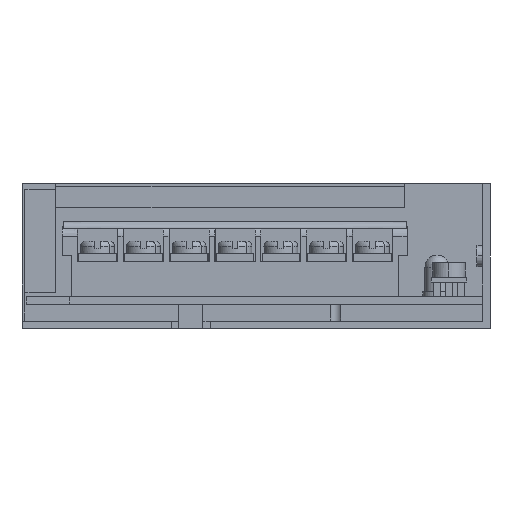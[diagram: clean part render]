
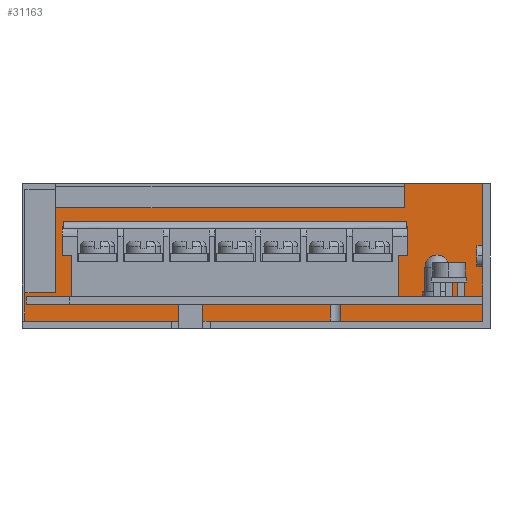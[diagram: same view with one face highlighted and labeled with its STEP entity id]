
A CAD part, front view. The second image highlights one B-rep face of the part: STEP entity #31163.
In plain terms, the highlighted planar face has unit normal (0, -1, 0).
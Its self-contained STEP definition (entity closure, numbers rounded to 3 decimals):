
#31079=AXIS2_PLACEMENT_3D('Plane Axis2P3D',#31076,#31077,#31078) ;
#1788=CARTESIAN_POINT('Vertex',(79.3,24.685,30.)) ;
#1791=CARTESIAN_POINT('Line Origine',(87.4,24.685,30.)) ;
#1795=CARTESIAN_POINT('Vertex',(95.5,24.685,30.)) ;
#31058=CARTESIAN_POINT('Vertex',(79.3,24.685,29.4)) ;
#31061=CARTESIAN_POINT('Line Origine',(79.3,24.685,29.7)) ;
#31076=CARTESIAN_POINT('Axis2P3D Location',(0.909,24.685,6.6)) ;
#31081=CARTESIAN_POINT('Line Origine',(63.906,24.685,3.25)) ;
#31085=CARTESIAN_POINT('Vertex',(63.906,24.685,5.)) ;
#31087=CARTESIAN_POINT('Vertex',(63.906,24.685,1.5)) ;
#31090=CARTESIAN_POINT('Line Origine',(65.,24.685,5.)) ;
#31094=CARTESIAN_POINT('Vertex',(66.094,24.685,5.)) ;
#31097=CARTESIAN_POINT('Line Origine',(66.094,24.685,3.25)) ;
#31101=CARTESIAN_POINT('Vertex',(66.094,24.685,1.5)) ;
#31104=CARTESIAN_POINT('Line Origine',(80.797,24.685,1.5)) ;
#31108=CARTESIAN_POINT('Vertex',(95.5,24.685,1.5)) ;
#31111=CARTESIAN_POINT('Line Origine',(95.5,24.685,15.75)) ;
#31116=CARTESIAN_POINT('Line Origine',(43.15,24.685,29.4)) ;
#31120=CARTESIAN_POINT('Vertex',(7.,24.685,29.4)) ;
#31123=CARTESIAN_POINT('Line Origine',(7.,24.685,29.1)) ;
#31127=CARTESIAN_POINT('Vertex',(7.,24.685,28.8)) ;
#31130=CARTESIAN_POINT('Line Origine',(3.8,24.685,28.8)) ;
#31134=CARTESIAN_POINT('Vertex',(0.6,24.685,28.8)) ;
#31137=CARTESIAN_POINT('Line Origine',(0.6,24.685,15.15)) ;
#31141=CARTESIAN_POINT('Vertex',(0.6,24.685,1.5)) ;
#31144=CARTESIAN_POINT('Line Origine',(32.253,24.685,1.5)) ;
#1792=DIRECTION('Vector Direction',(-1.,0.,0.)) ;
#31062=DIRECTION('Vector Direction',(0.,0.,-1.)) ;
#31077=DIRECTION('Axis2P3D Direction',(0.,1.,0.)) ;
#31078=DIRECTION('Axis2P3D XDirection',(1.,0.,0.)) ;
#31082=DIRECTION('Vector Direction',(0.,0.,-1.)) ;
#31091=DIRECTION('Vector Direction',(1.,0.,0.)) ;
#31098=DIRECTION('Vector Direction',(0.,0.,-1.)) ;
#31105=DIRECTION('Vector Direction',(1.,0.,0.)) ;
#31112=DIRECTION('Vector Direction',(0.,0.,-1.)) ;
#31117=DIRECTION('Vector Direction',(1.,0.,0.)) ;
#31124=DIRECTION('Vector Direction',(0.,0.,-1.)) ;
#31131=DIRECTION('Vector Direction',(1.,0.,0.)) ;
#31138=DIRECTION('Vector Direction',(0.,0.,-1.)) ;
#31145=DIRECTION('Vector Direction',(1.,0.,0.)) ;
#1793=VECTOR('Line Direction',#1792,1.) ;
#31063=VECTOR('Line Direction',#31062,1.) ;
#31083=VECTOR('Line Direction',#31082,1.) ;
#31092=VECTOR('Line Direction',#31091,1.) ;
#31099=VECTOR('Line Direction',#31098,1.) ;
#31106=VECTOR('Line Direction',#31105,1.) ;
#31113=VECTOR('Line Direction',#31112,1.) ;
#31118=VECTOR('Line Direction',#31117,1.) ;
#31125=VECTOR('Line Direction',#31124,1.) ;
#31132=VECTOR('Line Direction',#31131,1.) ;
#31139=VECTOR('Line Direction',#31138,1.) ;
#31146=VECTOR('Line Direction',#31145,1.) ;
#31150=ORIENTED_EDGE('',*,*,#31089,.F.) ;
#31151=ORIENTED_EDGE('',*,*,#31096,.T.) ;
#31152=ORIENTED_EDGE('',*,*,#31103,.T.) ;
#31153=ORIENTED_EDGE('',*,*,#31110,.T.) ;
#31154=ORIENTED_EDGE('',*,*,#31115,.F.) ;
#31155=ORIENTED_EDGE('',*,*,#1797,.T.) ;
#31156=ORIENTED_EDGE('',*,*,#31065,.T.) ;
#31157=ORIENTED_EDGE('',*,*,#31122,.F.) ;
#31158=ORIENTED_EDGE('',*,*,#31129,.T.) ;
#31159=ORIENTED_EDGE('',*,*,#31136,.F.) ;
#31160=ORIENTED_EDGE('',*,*,#31143,.T.) ;
#31161=ORIENTED_EDGE('',*,*,#31148,.T.) ;
#31163=ADVANCED_FACE('GEHAEUSE',(#31162),#31080,.F.) ;
#1797=EDGE_CURVE('',#1796,#1789,#1794,.T.) ;
#31065=EDGE_CURVE('',#1789,#31059,#31064,.T.) ;
#31089=EDGE_CURVE('',#31086,#31088,#31084,.T.) ;
#31096=EDGE_CURVE('',#31086,#31095,#31093,.T.) ;
#31103=EDGE_CURVE('',#31095,#31102,#31100,.T.) ;
#31110=EDGE_CURVE('',#31102,#31109,#31107,.T.) ;
#31115=EDGE_CURVE('',#1796,#31109,#31114,.T.) ;
#31122=EDGE_CURVE('',#31121,#31059,#31119,.T.) ;
#31129=EDGE_CURVE('',#31121,#31128,#31126,.T.) ;
#31136=EDGE_CURVE('',#31135,#31128,#31133,.T.) ;
#31143=EDGE_CURVE('',#31135,#31142,#31140,.T.) ;
#31148=EDGE_CURVE('',#31142,#31088,#31147,.T.) ;
#31149=EDGE_LOOP('',(#31150,#31151,#31152,#31153,#31154,#31155,#31156,#31157,#31158,#31159,#31160,#31161)) ;
#31162=FACE_OUTER_BOUND('',#31149,.T.) ;
#1794=LINE('Line',#1791,#1793) ;
#31064=LINE('Line',#31061,#31063) ;
#31084=LINE('Line',#31081,#31083) ;
#31093=LINE('Line',#31090,#31092) ;
#31100=LINE('Line',#31097,#31099) ;
#31107=LINE('Line',#31104,#31106) ;
#31114=LINE('Line',#31111,#31113) ;
#31119=LINE('Line',#31116,#31118) ;
#31126=LINE('Line',#31123,#31125) ;
#31133=LINE('Line',#31130,#31132) ;
#31140=LINE('Line',#31137,#31139) ;
#31147=LINE('Line',#31144,#31146) ;
#31080=PLANE('',#31079) ;
#1789=VERTEX_POINT('',#1788) ;
#1796=VERTEX_POINT('',#1795) ;
#31059=VERTEX_POINT('',#31058) ;
#31086=VERTEX_POINT('',#31085) ;
#31088=VERTEX_POINT('',#31087) ;
#31095=VERTEX_POINT('',#31094) ;
#31102=VERTEX_POINT('',#31101) ;
#31109=VERTEX_POINT('',#31108) ;
#31121=VERTEX_POINT('',#31120) ;
#31128=VERTEX_POINT('',#31127) ;
#31135=VERTEX_POINT('',#31134) ;
#31142=VERTEX_POINT('',#31141) ;
